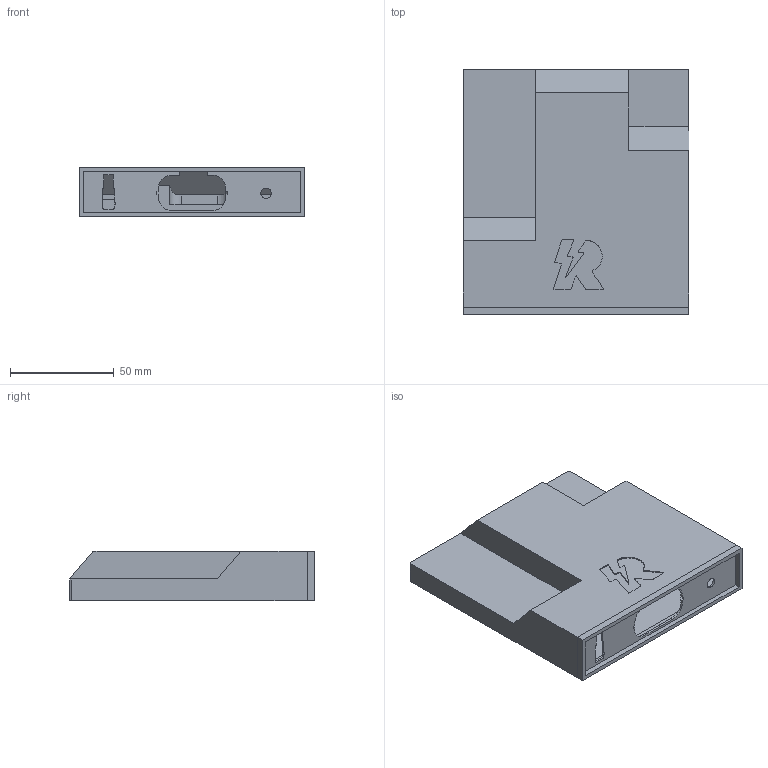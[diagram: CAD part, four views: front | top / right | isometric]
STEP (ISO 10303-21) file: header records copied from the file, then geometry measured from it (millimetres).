
FILE_DESCRIPTION(/* description */ (''),/* implementation_level */ '2;1');
FILE_NAME(/* name */ 'Enclosure.step',/* time_stamp */ '2025-11-17T22:26:12+01:00',/* author */ (''),/* organization */ (''),/* preprocessor_version */ 'ST-DEVELOPER v20.1',/* originating_system */ 'Autodesk Translation Framework v14.17.0.0',/* authorisation */ '');
FILE_SCHEMA (('AUTOMOTIVE_DESIGN { 1 0 10303 214 3 1 1 }'));
Length unit declared in the file: millimetre
Products named in the file (1): Enclosure
Bounding box: 108.9 x 118.12 x 24 mm (x, y, z)
Volume: 66302.1 mm3; surface area: 68110.7 mm2
Topology: 2 solids, 2 shells, 222 faces, 650 edges, 428 vertices
Faces by surface type: plane 204, cylinder 18
Full cylindrical faces by diameter (mm): 5 x1
Entity records: 7269 total; most frequent: CARTESIAN_POINT 1301, ORIENTED_EDGE 1300, DIRECTION 1134, EDGE_CURVE 650, LINE 612, VECTOR 612, VERTEX_POINT 428, AXIS2_PLACEMENT_3D 261
